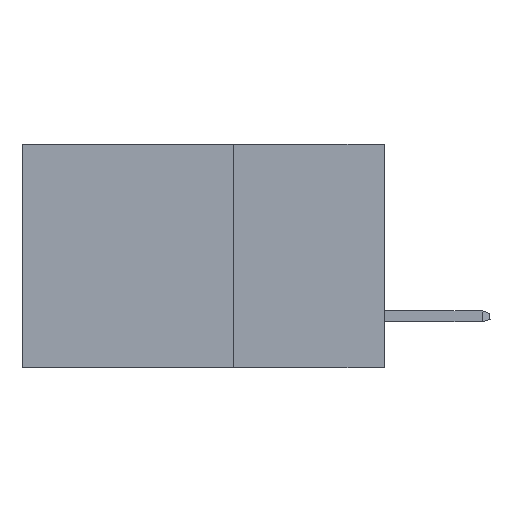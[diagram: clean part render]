
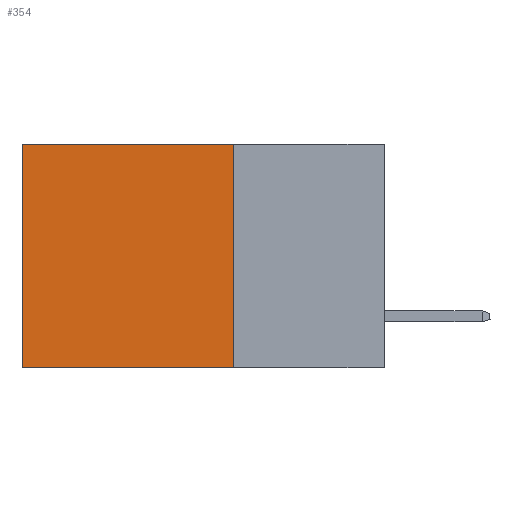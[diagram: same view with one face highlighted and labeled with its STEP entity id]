
A CAD part, left-side view. The second image highlights one B-rep face of the part: STEP entity #354.
In plain terms, the highlighted planar face has unit normal (-1, 0, 0).
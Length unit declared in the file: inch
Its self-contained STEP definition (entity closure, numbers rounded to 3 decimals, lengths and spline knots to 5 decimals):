
#354 = ADVANCED_FACE ( 'NONE', ( #18222 ), #17328, .F. ) ;
#372 = VERTEX_POINT ( 'NONE', #12378 ) ;
#1857 = CARTESIAN_POINT ( 'NONE',  ( 0.298, 0.6, -0.37 ) ) ;
#2034 = DIRECTION ( 'NONE',  ( 1., 0., 0. ) ) ;
#2069 = DIRECTION ( 'NONE',  ( 0., 1., 0. ) ) ;
#5523 = CARTESIAN_POINT ( 'NONE',  ( 0.298, 0.25, 0. ) ) ;
#6367 = VERTEX_POINT ( 'NONE', #14588 ) ;
#6655 = VECTOR ( 'NONE', #17931, 39.37008 ) ;
#6985 = LINE ( 'NONE', #12263, #8883 ) ;
#7137 = EDGE_CURVE ( 'NONE', #10495, #7818, #18665, .T. ) ;
#7575 = CARTESIAN_POINT ( 'NONE',  ( 0.298, 0.6, 0. ) ) ;
#7818 = VERTEX_POINT ( 'NONE', #1857 ) ;
#7945 = ORIENTED_EDGE ( 'NONE', *, *, #20848, .F. ) ;
#8883 = VECTOR ( 'NONE', #2069, 39.37008 ) ;
#9271 = CARTESIAN_POINT ( 'NONE',  ( 0.298, 0.6, 0. ) ) ;
#9704 = CARTESIAN_POINT ( 'NONE',  ( 0.298, 0.25, 0. ) ) ;
#10495 = VERTEX_POINT ( 'NONE', #9271 ) ;
#11345 = LINE ( 'NONE', #9704, #18266 ) ;
#12076 = ORIENTED_EDGE ( 'NONE', *, *, #16325, .T. ) ;
#12263 = CARTESIAN_POINT ( 'NONE',  ( 0.298, 0.25, -0.37 ) ) ;
#12378 = CARTESIAN_POINT ( 'NONE',  ( 0.298, 0.25, -0.37 ) ) ;
#13614 = ORIENTED_EDGE ( 'NONE', *, *, #17229, .F. ) ;
#13846 = CARTESIAN_POINT ( 'NONE',  ( 0.298, 0.25, 0. ) ) ;
#14066 = VECTOR ( 'NONE', #17286, 39.37008 ) ;
#14588 = CARTESIAN_POINT ( 'NONE',  ( 0.298, 0.25, 0. ) ) ;
#16325 = EDGE_CURVE ( 'NONE', #6367, #10495, #11345, .T. ) ;
#17229 = EDGE_CURVE ( 'NONE', #372, #7818, #6985, .T. ) ;
#17286 = DIRECTION ( 'NONE',  ( 0., 0., -1. ) ) ;
#17328 = PLANE ( 'NONE',  #18301 ) ;
#17931 = DIRECTION ( 'NONE',  ( 0., 0., -1. ) ) ;
#18222 = FACE_OUTER_BOUND ( 'NONE', #18458, .T. ) ;
#18266 = VECTOR ( 'NONE', #21647, 39.37008 ) ;
#18301 = AXIS2_PLACEMENT_3D ( 'NONE', #5523, #2034, #20862 ) ;
#18458 = EDGE_LOOP ( 'NONE', ( #18649, #13614, #7945, #12076 ) ) ;
#18649 = ORIENTED_EDGE ( 'NONE', *, *, #7137, .T. ) ;
#18665 = LINE ( 'NONE', #7575, #6655 ) ;
#20848 = EDGE_CURVE ( 'NONE', #6367, #372, #21787, .T. ) ;
#20862 = DIRECTION ( 'NONE',  ( 0., 0., -1. ) ) ;
#21647 = DIRECTION ( 'NONE',  ( 0., 1., 0. ) ) ;
#21787 = LINE ( 'NONE', #13846, #14066 ) ;
